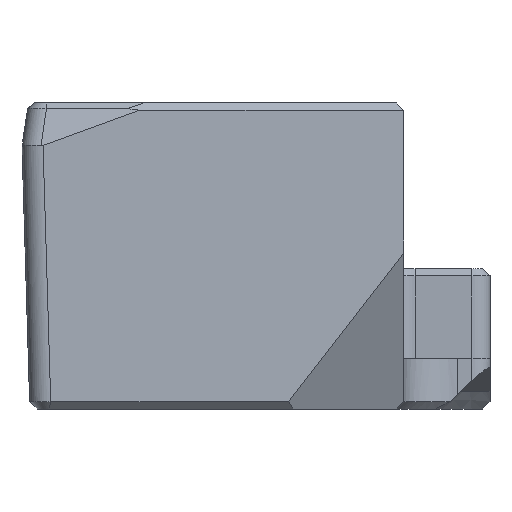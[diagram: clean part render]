
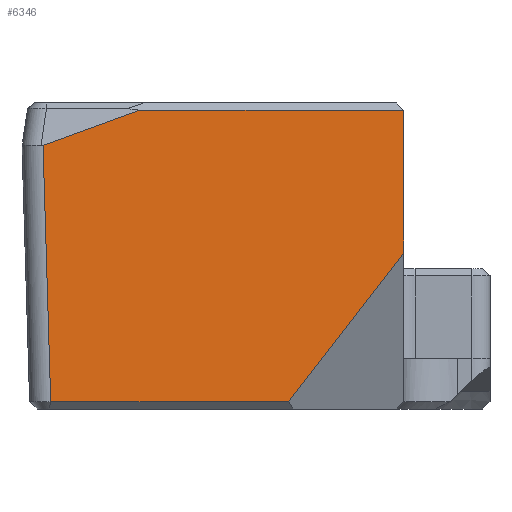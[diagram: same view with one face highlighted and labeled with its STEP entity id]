
A CAD part, left-side view. The second image highlights one B-rep face of the part: STEP entity #6346.
In plain terms, the highlighted planar face has unit normal (-0.984, -0.174, -0.043).
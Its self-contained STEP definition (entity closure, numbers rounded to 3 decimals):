
#14 = LINE ( 'NONE', #2924, #3265 ) ;
#80 = EDGE_CURVE ( 'NONE', #3524, #3169, #14, .T. ) ;
#239 = LINE ( 'NONE', #6601, #335 ) ;
#318 = LINE ( 'NONE', #6291, #5175 ) ;
#335 = VECTOR ( 'NONE', #1252, 1000. ) ;
#460 = LINE ( 'NONE', #1628, #5813 ) ;
#544 = VERTEX_POINT ( 'NONE', #1368 ) ;
#594 = ORIENTED_EDGE ( 'NONE', *, *, #889, .T. ) ;
#889 = EDGE_CURVE ( 'NONE', #6189, #7696, #7269, .T. ) ;
#921 = VECTOR ( 'NONE', #6887, 1000. ) ;
#950 = FACE_OUTER_BOUND ( 'NONE', #2641, .T. ) ;
#1252 = DIRECTION ( 'NONE',  ( -0.154, 0.699, 0.699 ) ) ;
#1267 = CARTESIAN_POINT ( 'NONE',  ( -52.961, 4.805, 16.6 ) ) ;
#1368 = CARTESIAN_POINT ( 'NONE',  ( -52.961, 4.805, 16.6 ) ) ;
#1584 = DIRECTION ( 'NONE',  ( -0.174, 0.985, 0. ) ) ;
#1628 = CARTESIAN_POINT ( 'NONE',  ( -55.355, 18.368, 16.6 ) ) ;
#2153 = PLANE ( 'NONE',  #2380 ) ;
#2199 = CARTESIAN_POINT ( 'NONE',  ( -53.848, 11.819, 8.554 ) ) ;
#2380 = AXIS2_PLACEMENT_3D ( 'NONE', #2199, #3325, #1584 ) ;
#2468 = CARTESIAN_POINT ( 'NONE',  ( -52.612, 4.805, 8.608 ) ) ;
#2482 = EDGE_CURVE ( 'NONE', #5460, #5063, #4441, .T. ) ;
#2641 = EDGE_LOOP ( 'NONE', ( #594, #4904, #3165, #4484, #5680, #5227, #5735 ) ) ;
#2670 = DIRECTION ( 'NONE',  ( -0.149, 0.929, -0.338 ) ) ;
#2701 = LINE ( 'NONE', #5088, #921 ) ;
#2924 = CARTESIAN_POINT ( 'NONE',  ( -53.503, 11.88, 0.4 ) ) ;
#2994 = DIRECTION ( 'NONE',  ( 0.174, -0.985, 0. ) ) ;
#3165 = ORIENTED_EDGE ( 'NONE', *, *, #4205, .T. ) ;
#3169 = VERTEX_POINT ( 'NONE', #4237 ) ;
#3265 = VECTOR ( 'NONE', #2994, 1000. ) ;
#3325 = DIRECTION ( 'NONE',  ( 0.984, 0.174, 0.043 ) ) ;
#3331 = DIRECTION ( 'NONE',  ( -0.174, 0.985, 0. ) ) ;
#3492 = CARTESIAN_POINT ( 'NONE',  ( -55.713, 24.405, 0.4 ) ) ;
#3524 = VERTEX_POINT ( 'NONE', #3492 ) ;
#3679 = CARTESIAN_POINT ( 'NONE',  ( -52.615, 4.805, 8.662 ) ) ;
#4089 = EDGE_CURVE ( 'NONE', #6189, #3169, #318, .T. ) ;
#4121 = CARTESIAN_POINT ( 'NONE',  ( -56.41, 24.831, 14.648 ) ) ;
#4205 = EDGE_CURVE ( 'NONE', #544, #5460, #460, .T. ) ;
#4237 = CARTESIAN_POINT ( 'NONE',  ( -53.382, 11.194, 0.4 ) ) ;
#4441 = LINE ( 'NONE', #6322, #6175 ) ;
#4484 = ORIENTED_EDGE ( 'NONE', *, *, #2482, .T. ) ;
#4904 = ORIENTED_EDGE ( 'NONE', *, *, #5623, .T. ) ;
#5063 = VERTEX_POINT ( 'NONE', #4121 ) ;
#5088 = CARTESIAN_POINT ( 'NONE',  ( -56.088, 24.634, 8.062 ) ) ;
#5175 = VECTOR ( 'NONE', #5711, 1000. ) ;
#5227 = ORIENTED_EDGE ( 'NONE', *, *, #80, .T. ) ;
#5248 = CARTESIAN_POINT ( 'NONE',  ( -55.548, 19.463, 16.6 ) ) ;
#5460 = VERTEX_POINT ( 'NONE', #5248 ) ;
#5623 = EDGE_CURVE ( 'NONE', #7696, #544, #239, .T. ) ;
#5680 = ORIENTED_EDGE ( 'NONE', *, *, #7404, .T. ) ;
#5711 = DIRECTION ( 'NONE',  ( -0.073, 0.61, -0.789 ) ) ;
#5735 = ORIENTED_EDGE ( 'NONE', *, *, #4089, .F. ) ;
#5813 = VECTOR ( 'NONE', #3331, 1000. ) ;
#6175 = VECTOR ( 'NONE', #2670, 1000. ) ;
#6189 = VERTEX_POINT ( 'NONE', #3679 ) ;
#6291 = CARTESIAN_POINT ( 'NONE',  ( -52.941, 7.522, 5.148 ) ) ;
#6322 = CARTESIAN_POINT ( 'NONE',  ( -54.856, 15.154, 18.168 ) ) ;
#6346 = ADVANCED_FACE ( 'NONE', ( #950 ), #2153, .F. ) ;
#6601 = CARTESIAN_POINT ( 'NONE',  ( -51.795, -0.495, 11.3 ) ) ;
#6887 = DIRECTION ( 'NONE',  ( 0.049, -0.03, -0.998 ) ) ;
#6909 = VECTOR ( 'NONE', #7682, 1000. ) ;
#7269 = LINE ( 'NONE', #2468, #6909 ) ;
#7404 = EDGE_CURVE ( 'NONE', #5063, #3524, #2701, .T. ) ;
#7682 = DIRECTION ( 'NONE',  ( -0.044, 0., 0.999 ) ) ;
#7696 = VERTEX_POINT ( 'NONE', #1267 ) ;
